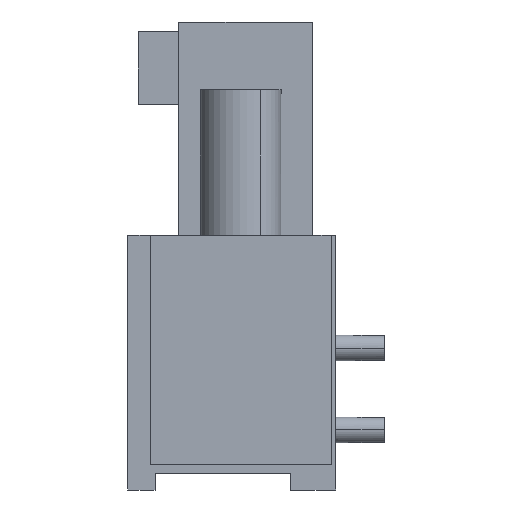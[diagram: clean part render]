
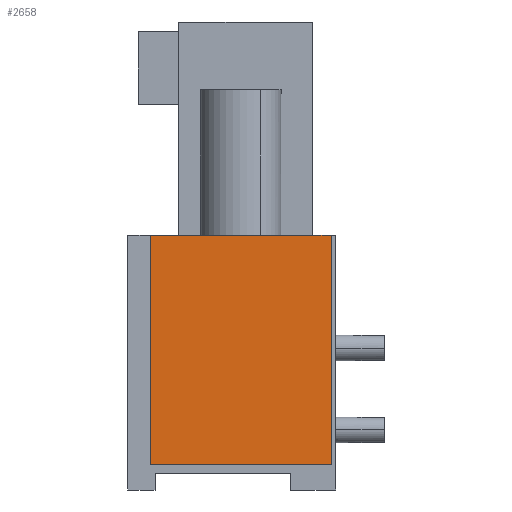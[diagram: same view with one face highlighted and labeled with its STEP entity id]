
A CAD part, left-side view. The second image highlights one B-rep face of the part: STEP entity #2658.
In plain terms, the highlighted planar face has unit normal (-1, 0, 0).
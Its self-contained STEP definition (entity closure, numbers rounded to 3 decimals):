
#637=CARTESIAN_POINT('Vertex',(0.,7.25,7.9)) ;
#640=CARTESIAN_POINT('Line Origine',(0.,4.45,7.9)) ;
#644=CARTESIAN_POINT('Vertex',(0.,1.65,7.9)) ;
#1117=CARTESIAN_POINT('Vertex',(0.,1.65,0.8)) ;
#1120=CARTESIAN_POINT('Line Origine',(0.,1.65,4.35)) ;
#1137=CARTESIAN_POINT('Line Origine',(0.,4.45,0.8)) ;
#1141=CARTESIAN_POINT('Vertex',(0.,7.25,0.8)) ;
#1179=CARTESIAN_POINT('Line Origine',(0.,7.25,4.35)) ;
#2647=CARTESIAN_POINT('Axis2P3D Location',(0.,7.25,7.9)) ;
#641=DIRECTION('Vector Direction',(0.,-1.,0.)) ;
#1121=DIRECTION('Vector Direction',(0.,0.,-1.)) ;
#1138=DIRECTION('Vector Direction',(0.,-1.,0.)) ;
#1180=DIRECTION('Vector Direction',(0.,0.,-1.)) ;
#2648=DIRECTION('Axis2P3D Direction',(1.,0.,0.)) ;
#2649=DIRECTION('Axis2P3D XDirection',(0.,-1.,0.)) ;
#2650=AXIS2_PLACEMENT_3D('Plane Axis2P3D',#2647,#2648,#2649) ;
#2653=ORIENTED_EDGE('',*,*,#1143,.T.) ;
#2654=ORIENTED_EDGE('',*,*,#1124,.F.) ;
#2655=ORIENTED_EDGE('',*,*,#646,.F.) ;
#2656=ORIENTED_EDGE('',*,*,#1183,.T.) ;
#642=VECTOR('Line Direction',#641,1.) ;
#1122=VECTOR('Line Direction',#1121,1.) ;
#1139=VECTOR('Line Direction',#1138,1.) ;
#1181=VECTOR('Line Direction',#1180,1.) ;
#2658=ADVANCED_FACE('HOUSING',(#2657),#2651,.F.) ;
#646=EDGE_CURVE('',#638,#645,#643,.T.) ;
#1124=EDGE_CURVE('',#645,#1118,#1123,.T.) ;
#1143=EDGE_CURVE('',#1142,#1118,#1140,.T.) ;
#1183=EDGE_CURVE('',#638,#1142,#1182,.T.) ;
#2652=EDGE_LOOP('',(#2653,#2654,#2655,#2656)) ;
#2657=FACE_OUTER_BOUND('',#2652,.T.) ;
#643=LINE('Line',#640,#642) ;
#1123=LINE('Line',#1120,#1122) ;
#1140=LINE('Line',#1137,#1139) ;
#1182=LINE('Line',#1179,#1181) ;
#2651=PLANE('',#2650) ;
#638=VERTEX_POINT('',#637) ;
#645=VERTEX_POINT('',#644) ;
#1118=VERTEX_POINT('',#1117) ;
#1142=VERTEX_POINT('',#1141) ;
